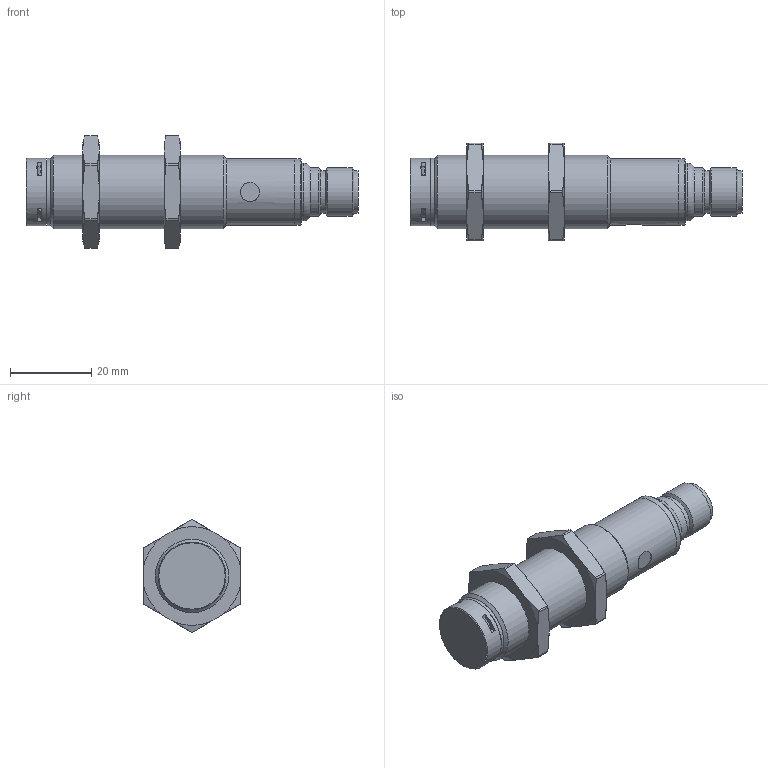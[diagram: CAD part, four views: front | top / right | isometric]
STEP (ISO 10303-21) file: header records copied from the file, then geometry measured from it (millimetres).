
FILE_DESCRIPTION( ( 'Unknown' ), '1' );
FILE_NAME( 'FAI8_BP-1E.stp', 'Unknown', ( 'Unknown' ), ( 'Unknown' ), 'PSStep 15.0.49', 'Unknown', ' ' );
FILE_SCHEMA( ( 'AUTOMOTIVE_DESIGN { 1 0 10303 214 1 1 1 1 }' ) );
Length unit declared in the file: millimetre
Products named in the file (13): Assem1; -oa0
Assembly tree (12 placements, depth 2):
  Assem1
    -oa0
    -oa0
    -oa0
    -oa0
    -oa0
    -oa0
    -oa0
    -oa0
    -oa0
    -oa0
    -oa0
    -oa0
Bounding box: 81.7 x 24 x 27.68 mm (x, y, z)
Surface area: 6927.7 mm2 (no closed solid volume)
Topology: 0 solids, 136 shells, 136 faces, 655 edges, 616 vertices
Faces by surface type: plane 50, cone 40, cylinder 38, torus 4, sphere 4
Full cylindrical faces by diameter (mm): 1 x4, 4.7 x1, 8.3 x1, 10.5 x2, 12 x2, 14.2 x1, 14.3 x1, 16.4 x2, 16.6 x1, 18 x1
Entity records: 6944 total; most frequent: CARTESIAN_POINT 2119, DIRECTION 953, ORIENTED_EDGE 604, EDGE_CURVE 604, VERTEX_POINT 604, AXIS2_PLACEMENT_3D 366, LINE 221, VECTOR 221
